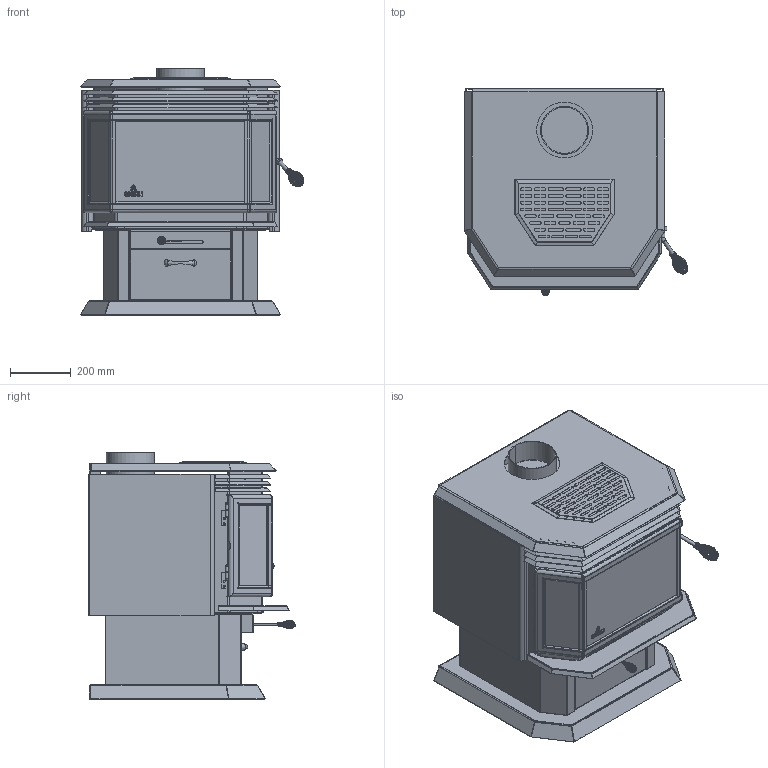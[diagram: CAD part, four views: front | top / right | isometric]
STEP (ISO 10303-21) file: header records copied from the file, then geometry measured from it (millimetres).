
FILE_DESCRIPTION( ( 'Unknown' ), '1' );
FILE_NAME( 'OB02211-CAD.stp', 'Unknown', ( 'Jean-Philippe Alain' ), ( 'SBI' ), 'PSStep 14.0', 'Solid Edge', ' ' );
FILE_SCHEMA( ( 'AUTOMOTIVE_DESIGN { 1 0 10303 214 1 1 1 1 }' ) );
Length unit declared in the file: inch
Products named in the file (42): SE35105-oa6; PL35105; PL35105-oa4; PL35105-oa5; SE35013-oa1; PL35013-oa0; SE35047-oa7; PL35047; SE35052-oa3; PL35052; SE35021; PL35021; 60009-1; 60009-3; SE35003-oa2; PL35003; SE35101-oa8; PL35101; SE35108; SE35107; PL35103; PL35102; 30347; 60009; PL35104; Assem1; PL35001; PL35002; PL35023; PL35043; PL35045; PL35038; PL35041; PL35042; PL16093; 28062; 30104P; PL35015; 30105P; PL35106 ...
Assembly tree (46 placements, depth 3):
  Assem1
    PL35001
    PL35002
    PL35023
    PL35043
    PL35045
    PL35038
    PL35041
    PL35042
    PL16093
    28062
    30104P
    PL35015
    30105P
    PL35106
    PL35022
    PL35055
    SE35013-oa1
      PL35013-oa0
    SE35021  x2
      PL35021
      60009-1
      60009-3
    SE35003-oa2
      PL35003
    SE35052-oa3
      PL35052
    SE35105-oa6
      PL35105
      PL35105-oa4
      PL35105-oa5
    SE35047-oa7
      PL35047
    SE35101-oa8
      PL35101
      SE35108
      SE35107  x2
      PL35103  x2
      PL35102  x2
      30347
      60009  x2
      PL35104
Bounding box: 735.91 x 683.82 x 814.84 mm (x, y, z)
Surface area: 8815078.7 mm2 (no closed solid volume)
Topology: 0 solids, 2024 shells, 2024 faces, 10006 edges, 9896 vertices
Faces by surface type: plane 1314, cylinder 563, bspline 117, torus 13, sphere 12, cone 5
Full cylindrical faces by diameter (mm): 2.362 x2, 2.565 x12, 3.175 x3, 3.886 x2, 3.988 x2, 4.722 x2, 4.762 x1, 5.08 x6, 5.156 x14, 5.385 x2, 5.41 x2, 5.436 x2, 5.486 x2, 5.766 x2, 6.005 x1, 6.35 x8, 7.137 x4, 7.938 x1, 9.931 x4, 9.982 x2, 10.16 x1, 11.326 x1, 12.7 x3, 152.4 x1, 158.496 x1, 184.15 x1
Entity records: 121176 total; most frequent: CARTESIAN_POINT 36486, DIRECTION 14154, ORIENTED_EDGE 9110, EDGE_CURVE 9110, VERTEX_POINT 9110, LINE 6618, VECTOR 6618, AXIS2_PLACEMENT_3D 3768
